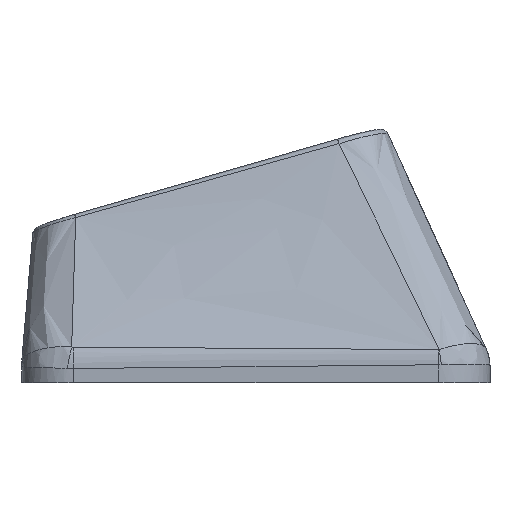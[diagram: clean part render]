
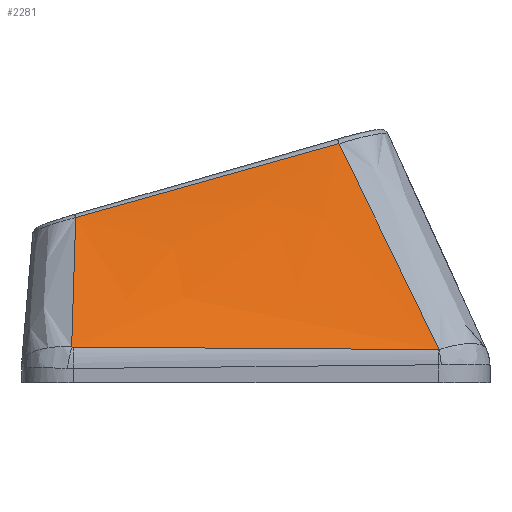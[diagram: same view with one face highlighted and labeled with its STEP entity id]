
A CAD part, left-side view. The second image highlights one B-rep face of the part: STEP entity #2281.
In plain terms, the highlighted free-form (B-spline) face has degree [3, 3] with [4, 4] control points.
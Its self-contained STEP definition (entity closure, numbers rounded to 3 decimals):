
#33=B_SPLINE_SURFACE_WITH_KNOTS('',3,3,((#5097,#5098,#5099,#5100),(#5101,
#5102,#5103,#5104),(#5105,#5106,#5107,#5108),(#5109,#5110,#5111,#5112)),
 .UNSPECIFIED.,.F.,.F.,.F.,(4,4),(4,4),(0.102,0.894),
(0.022,0.967),.UNSPECIFIED.);
#487=FACE_OUTER_BOUND('',#609,.T.);
#609=EDGE_LOOP('',(#1967,#1968,#1969,#1970,#1971,#1972));
#786=B_SPLINE_CURVE_WITH_KNOTS('',3,(#4617,#4618,#4619,#4620),
 .UNSPECIFIED.,.F.,.F.,(4,4),(0.,0.003),
 .UNSPECIFIED.);
#788=B_SPLINE_CURVE_WITH_KNOTS('',3,(#4644,#4645,#4646,#4647),
 .UNSPECIFIED.,.F.,.F.,(4,4),(0.,1.416),.UNSPECIFIED.);
#790=B_SPLINE_CURVE_WITH_KNOTS('',3,(#4671,#4672,#4673,#4674),
 .UNSPECIFIED.,.F.,.F.,(4,4),(0.,0.006),
 .UNSPECIFIED.);
#812=B_SPLINE_CURVE_WITH_KNOTS('',3,(#5087,#5088,#5089,#5090),
 .UNSPECIFIED.,.F.,.F.,(4,4),(-0.622,-0.018),
 .UNSPECIFIED.);
#814=B_SPLINE_CURVE_WITH_KNOTS('',3,(#5114,#5115,#5116,#5117),
 .UNSPECIFIED.,.F.,.F.,(4,4),(0.022,0.973),
 .UNSPECIFIED.);
#815=B_SPLINE_CURVE_WITH_KNOTS('',3,(#5118,#5119,#5120,#5121),
 .UNSPECIFIED.,.F.,.F.,(4,4),(-1.061,0.),.UNSPECIFIED.);
#1038=VERTEX_POINT('',#4576);
#1042=VERTEX_POINT('',#4610);
#1044=VERTEX_POINT('',#4637);
#1046=VERTEX_POINT('',#4664);
#1073=VERTEX_POINT('',#5086);
#1074=VERTEX_POINT('',#5113);
#1350=EDGE_CURVE('',#1038,#1042,#786,.T.);
#1353=EDGE_CURVE('',#1042,#1044,#788,.T.);
#1356=EDGE_CURVE('',#1044,#1046,#790,.T.);
#1397=EDGE_CURVE('',#1046,#1073,#812,.T.);
#1399=EDGE_CURVE('',#1074,#1038,#814,.T.);
#1400=EDGE_CURVE('',#1073,#1074,#815,.T.);
#1967=ORIENTED_EDGE('',*,*,#1356,.F.);
#1968=ORIENTED_EDGE('',*,*,#1353,.F.);
#1969=ORIENTED_EDGE('',*,*,#1350,.F.);
#1970=ORIENTED_EDGE('',*,*,#1399,.F.);
#1971=ORIENTED_EDGE('',*,*,#1400,.F.);
#1972=ORIENTED_EDGE('',*,*,#1397,.F.);
#2281=ADVANCED_FACE('',(#487),#33,.T.);
#4576=CARTESIAN_POINT('',(-20.866,-7.105,0.283));
#4610=CARTESIAN_POINT('',(-20.867,-7.076,0.281));
#4617=CARTESIAN_POINT('Ctrl Pts',(-20.866,-7.105,0.283));
#4618=CARTESIAN_POINT('Ctrl Pts',(-20.866,-7.095,0.282));
#4619=CARTESIAN_POINT('Ctrl Pts',(-20.867,-7.086,0.281));
#4620=CARTESIAN_POINT('Ctrl Pts',(-20.867,-7.076,0.281));
#4637=CARTESIAN_POINT('',(-20.735,7.093,0.378));
#4644=CARTESIAN_POINT('Ctrl Pts',(-20.867,-7.076,0.281));
#4645=CARTESIAN_POINT('Ctrl Pts',(-20.841,-2.355,0.307));
#4646=CARTESIAN_POINT('Ctrl Pts',(-20.808,2.368,0.339));
#4647=CARTESIAN_POINT('Ctrl Pts',(-20.735,7.093,0.378));
#4664=CARTESIAN_POINT('',(-20.731,7.153,0.384));
#4671=CARTESIAN_POINT('Ctrl Pts',(-20.735,7.093,0.378));
#4672=CARTESIAN_POINT('Ctrl Pts',(-20.735,7.113,0.378));
#4673=CARTESIAN_POINT('Ctrl Pts',(-20.733,7.133,0.38));
#4674=CARTESIAN_POINT('Ctrl Pts',(-20.731,7.153,0.384));
#5086=CARTESIAN_POINT('',(-17.416,6.996,5.404));
#5087=CARTESIAN_POINT('Ctrl Pts',(-20.731,7.153,0.384));
#5088=CARTESIAN_POINT('Ctrl Pts',(-19.617,7.082,2.053));
#5089=CARTESIAN_POINT('Ctrl Pts',(-18.513,7.026,3.727));
#5090=CARTESIAN_POINT('Ctrl Pts',(-17.416,6.996,5.404));
#5097=CARTESIAN_POINT('Ctrl Pts',(-17.4,-3.656,8.393));
#5098=CARTESIAN_POINT('Ctrl Pts',(-18.556,-4.806,5.689));
#5099=CARTESIAN_POINT('Ctrl Pts',(-19.711,-5.956,2.985));
#5100=CARTESIAN_POINT('Ctrl Pts',(-20.867,-7.105,0.281));
#5101=CARTESIAN_POINT('Ctrl Pts',(-17.4,-0.041,
7.386));
#5102=CARTESIAN_POINT('Ctrl Pts',(-18.556,-0.811,
5.007));
#5103=CARTESIAN_POINT('Ctrl Pts',(-19.711,-1.582,2.627));
#5104=CARTESIAN_POINT('Ctrl Pts',(-20.867,-2.353,0.247));
#5105=CARTESIAN_POINT('Ctrl Pts',(-17.4,3.575,6.38));
#5106=CARTESIAN_POINT('Ctrl Pts',(-18.556,3.183,4.324));
#5107=CARTESIAN_POINT('Ctrl Pts',(-19.711,2.791,2.269));
#5108=CARTESIAN_POINT('Ctrl Pts',(-20.867,2.4,0.214));
#5109=CARTESIAN_POINT('Ctrl Pts',(-17.4,7.19,5.373));
#5110=CARTESIAN_POINT('Ctrl Pts',(-18.556,7.177,3.642));
#5111=CARTESIAN_POINT('Ctrl Pts',(-19.711,7.165,1.911));
#5112=CARTESIAN_POINT('Ctrl Pts',(-20.867,7.152,0.18));
#5113=CARTESIAN_POINT('',(-17.4,-3.22,8.271));
#5114=CARTESIAN_POINT('Ctrl Pts',(-17.4,-3.22,8.271));
#5115=CARTESIAN_POINT('Ctrl Pts',(-18.573,-4.527,5.619));
#5116=CARTESIAN_POINT('Ctrl Pts',(-19.724,-5.82,2.954));
#5117=CARTESIAN_POINT('Ctrl Pts',(-20.866,-7.105,0.283));
#5118=CARTESIAN_POINT('Ctrl Pts',(-17.416,6.996,5.404));
#5119=CARTESIAN_POINT('Ctrl Pts',(-17.412,3.588,6.352));
#5120=CARTESIAN_POINT('Ctrl Pts',(-17.406,0.184,7.31));
#5121=CARTESIAN_POINT('Ctrl Pts',(-17.4,-3.22,8.271));
